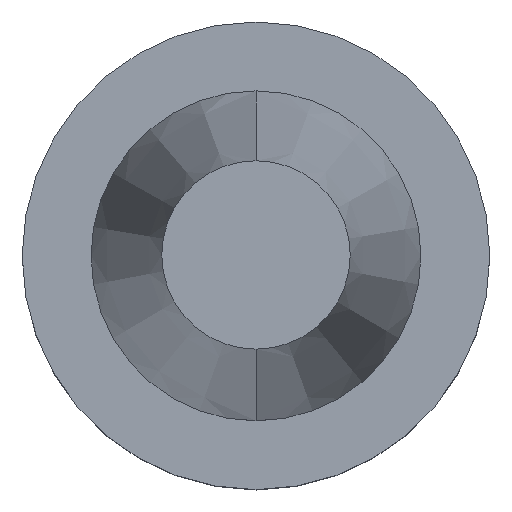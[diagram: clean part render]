
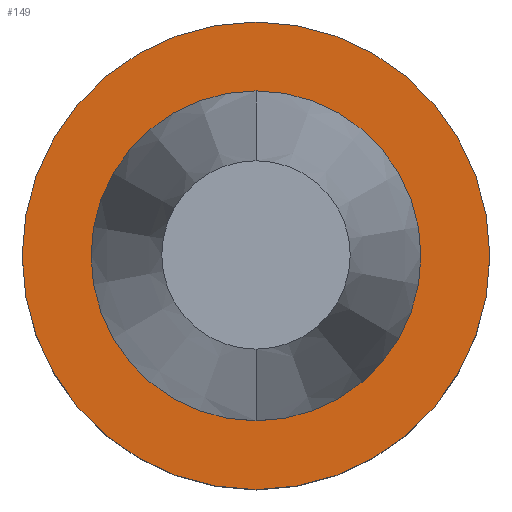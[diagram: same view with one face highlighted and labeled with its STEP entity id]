
A CAD part, top view. The second image highlights one B-rep face of the part: STEP entity #149.
In plain terms, the highlighted planar face has unit normal (0, 0, 1).
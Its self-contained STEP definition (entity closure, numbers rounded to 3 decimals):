
#1 = EDGE_CURVE ( 'NONE', #33, #925, #931, .T. ) ;
#18 = DIRECTION ( 'NONE',  ( 0., 0., 1. ) ) ;
#33 = VERTEX_POINT ( 'NONE', #189 ) ;
#53 = DIRECTION ( 'NONE',  ( 0., 0., -1. ) ) ;
#65 = DIRECTION ( 'NONE',  ( 0., 1., 0. ) ) ;
#100 = VERTEX_POINT ( 'NONE', #832 ) ;
#149 = ADVANCED_FACE ( 'NONE', ( #767, #467 ), #776, .F. ) ;
#189 = CARTESIAN_POINT ( 'NONE',  ( 0., 31.5, -1. ) ) ;
#255 = CIRCLE ( 'NONE', #831, 22.225 ) ;
#260 = DIRECTION ( 'NONE',  ( 0., -1., 0. ) ) ;
#266 = CARTESIAN_POINT ( 'NONE',  ( 0., -31.5, -1. ) ) ;
#269 = DIRECTION ( 'NONE',  ( 0., 0., 1. ) ) ;
#280 = ORIENTED_EDGE ( 'NONE', *, *, #469, .F. ) ;
#316 = VERTEX_POINT ( 'NONE', #561 ) ;
#328 = DIRECTION ( 'NONE',  ( 0., -1., 0. ) ) ;
#331 = AXIS2_PLACEMENT_3D ( 'NONE', #812, #269, #874 ) ;
#333 = EDGE_LOOP ( 'NONE', ( #677, #280 ) ) ;
#386 = ORIENTED_EDGE ( 'NONE', *, *, #1, .T. ) ;
#387 = AXIS2_PLACEMENT_3D ( 'NONE', #790, #641, #400 ) ;
#400 = DIRECTION ( 'NONE',  ( 0., -1., 0. ) ) ;
#402 = CARTESIAN_POINT ( 'NONE',  ( 0., 0., -1. ) ) ;
#467 = FACE_OUTER_BOUND ( 'NONE', #655, .T. ) ;
#469 = EDGE_CURVE ( 'NONE', #316, #100, #492, .T. ) ;
#492 = CIRCLE ( 'NONE', #387, 22.225 ) ;
#495 = AXIS2_PLACEMENT_3D ( 'NONE', #951, #883, #260 ) ;
#561 = CARTESIAN_POINT ( 'NONE',  ( 0., 22.225, -1. ) ) ;
#610 = CARTESIAN_POINT ( 'NONE',  ( 0., 31.5, -1. ) ) ;
#641 = DIRECTION ( 'NONE',  ( 0., 0., 1. ) ) ;
#655 = EDGE_LOOP ( 'NONE', ( #741, #386 ) ) ;
#677 = ORIENTED_EDGE ( 'NONE', *, *, #834, .F. ) ;
#741 = ORIENTED_EDGE ( 'NONE', *, *, #975, .T. ) ;
#763 = AXIS2_PLACEMENT_3D ( 'NONE', #610, #53, #65 ) ;
#767 = FACE_BOUND ( 'NONE', #333, .T. ) ;
#776 = PLANE ( 'NONE',  #763 ) ;
#790 = CARTESIAN_POINT ( 'NONE',  ( 0., 0., -1. ) ) ;
#812 = CARTESIAN_POINT ( 'NONE',  ( 0., 0., -1. ) ) ;
#831 = AXIS2_PLACEMENT_3D ( 'NONE', #402, #18, #328 ) ;
#832 = CARTESIAN_POINT ( 'NONE',  ( 0., -22.225, -1. ) ) ;
#834 = EDGE_CURVE ( 'NONE', #100, #316, #255, .T. ) ;
#874 = DIRECTION ( 'NONE',  ( 0., -1., 0. ) ) ;
#883 = DIRECTION ( 'NONE',  ( 0., 0., 1. ) ) ;
#925 = VERTEX_POINT ( 'NONE', #266 ) ;
#926 = CIRCLE ( 'NONE', #495, 31.5 ) ;
#931 = CIRCLE ( 'NONE', #331, 31.5 ) ;
#951 = CARTESIAN_POINT ( 'NONE',  ( 0., 0., -1. ) ) ;
#975 = EDGE_CURVE ( 'NONE', #925, #33, #926, .T. ) ;
